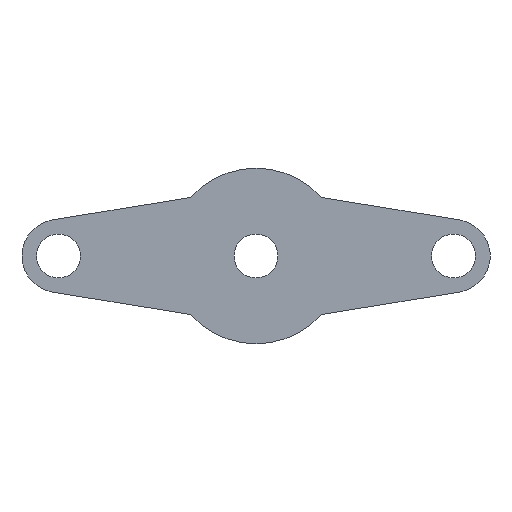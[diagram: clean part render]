
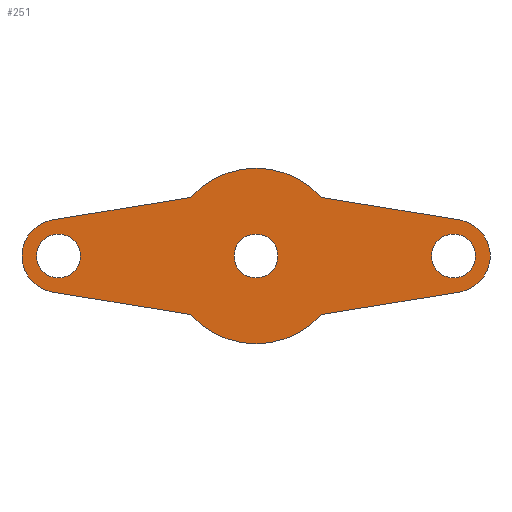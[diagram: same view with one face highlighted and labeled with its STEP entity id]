
A CAD part, front view. The second image highlights one B-rep face of the part: STEP entity #251.
In plain terms, the highlighted planar face has unit normal (0, -1, 0).
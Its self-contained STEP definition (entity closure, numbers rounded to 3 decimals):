
#18=FACE_BOUND('',#56,.T.);
#19=FACE_BOUND('',#57,.T.);
#20=FACE_BOUND('',#58,.T.);
#26=PLANE('',#292);
#39=FACE_OUTER_BOUND('',#55,.T.);
#55=EDGE_LOOP('',(#221,#222,#223,#224,#225,#226,#227,#228));
#56=EDGE_LOOP('',(#229));
#57=EDGE_LOOP('',(#230));
#58=EDGE_LOOP('',(#231));
#64=LINE('',#398,#83);
#68=LINE('',#410,#87);
#72=LINE('',#422,#91);
#76=LINE('',#433,#95);
#83=VECTOR('',#326,1000.);
#87=VECTOR('',#338,1000.);
#91=VECTOR('',#350,1000.);
#95=VECTOR('',#362,1000.);
#97=CIRCLE('',#267,1.5);
#99=CIRCLE('',#270,1.5);
#102=CIRCLE('',#274,1.5);
#104=CIRCLE('',#277,6.);
#105=CIRCLE('',#280,2.5);
#107=CIRCLE('',#284,6.);
#109=CIRCLE('',#288,2.5);
#111=VERTEX_POINT('',#370);
#113=VERTEX_POINT('',#376);
#116=VERTEX_POINT('',#384);
#119=VERTEX_POINT('',#391);
#120=VERTEX_POINT('',#393);
#121=VERTEX_POINT('',#397);
#123=VERTEX_POINT('',#403);
#125=VERTEX_POINT('',#409);
#127=VERTEX_POINT('',#415);
#129=VERTEX_POINT('',#421);
#131=VERTEX_POINT('',#427);
#133=EDGE_CURVE('',#111,#111,#97,.T.);
#136=EDGE_CURVE('',#113,#113,#99,.T.);
#141=EDGE_CURVE('',#116,#116,#102,.T.);
#144=EDGE_CURVE('',#119,#120,#104,.T.);
#146=EDGE_CURVE('',#121,#120,#64,.T.);
#149=EDGE_CURVE('',#121,#123,#105,.T.);
#152=EDGE_CURVE('',#123,#125,#68,.T.);
#155=EDGE_CURVE('',#125,#127,#107,.T.);
#158=EDGE_CURVE('',#129,#127,#72,.T.);
#161=EDGE_CURVE('',#129,#131,#109,.T.);
#164=EDGE_CURVE('',#131,#119,#76,.T.);
#221=ORIENTED_EDGE('',*,*,#146,.T.);
#222=ORIENTED_EDGE('',*,*,#144,.F.);
#223=ORIENTED_EDGE('',*,*,#164,.F.);
#224=ORIENTED_EDGE('',*,*,#161,.F.);
#225=ORIENTED_EDGE('',*,*,#158,.T.);
#226=ORIENTED_EDGE('',*,*,#155,.F.);
#227=ORIENTED_EDGE('',*,*,#152,.F.);
#228=ORIENTED_EDGE('',*,*,#149,.F.);
#229=ORIENTED_EDGE('',*,*,#141,.T.);
#230=ORIENTED_EDGE('',*,*,#133,.T.);
#231=ORIENTED_EDGE('',*,*,#136,.T.);
#251=ADVANCED_FACE('',(#39,#18,#19,#20),#26,.F.);
#267=AXIS2_PLACEMENT_3D('',#371,#297,#298);
#270=AXIS2_PLACEMENT_3D('',#377,#304,#305);
#274=AXIS2_PLACEMENT_3D('',#386,#314,#315);
#277=AXIS2_PLACEMENT_3D('',#394,#321,#322);
#280=AXIS2_PLACEMENT_3D('',#404,#331,#332);
#284=AXIS2_PLACEMENT_3D('',#416,#343,#344);
#288=AXIS2_PLACEMENT_3D('',#428,#355,#356);
#292=AXIS2_PLACEMENT_3D('',#436,#366,#367);
#297=DIRECTION('center_axis',(0.,1.,0.));
#298=DIRECTION('ref_axis',(0.,0.,1.));
#304=DIRECTION('center_axis',(0.,1.,0.));
#305=DIRECTION('ref_axis',(0.,0.,1.));
#314=DIRECTION('center_axis',(0.,1.,0.));
#315=DIRECTION('ref_axis',(0.,0.,1.));
#321=DIRECTION('center_axis',(0.,1.,0.));
#322=DIRECTION('ref_axis',(0.,0.,1.));
#326=DIRECTION('',(0.987,0.,-0.16));
#331=DIRECTION('center_axis',(0.,1.,0.));
#332=DIRECTION('ref_axis',(0.,0.,1.));
#338=DIRECTION('',(0.987,0.,0.16));
#343=DIRECTION('center_axis',(0.,1.,0.));
#344=DIRECTION('ref_axis',(0.,0.,1.));
#350=DIRECTION('',(-0.987,0.,0.16));
#355=DIRECTION('center_axis',(0.,1.,0.));
#356=DIRECTION('ref_axis',(0.,0.,1.));
#362=DIRECTION('',(-0.987,0.,-0.16));
#366=DIRECTION('center_axis',(0.,1.,0.));
#367=DIRECTION('ref_axis',(0.,0.,1.));
#370=CARTESIAN_POINT('',(-13.5,0.,-1.5));
#371=CARTESIAN_POINT('Origin',(-13.5,0.,0.));
#376=CARTESIAN_POINT('',(13.5,0.,-1.5));
#377=CARTESIAN_POINT('Origin',(13.5,0.,0.));
#384=CARTESIAN_POINT('',(0.,0.,1.5));
#386=CARTESIAN_POINT('Origin',(0.,0.,0.));
#391=CARTESIAN_POINT('',(4.472,0.,-4.));
#393=CARTESIAN_POINT('',(-4.472,0.,-4.));
#394=CARTESIAN_POINT('Origin',(0.,0.,0.));
#397=CARTESIAN_POINT('',(-13.901,0.,-2.468));
#398=CARTESIAN_POINT('',(-0.748,0.,-4.605));
#403=CARTESIAN_POINT('',(-13.901,0.,2.468));
#404=CARTESIAN_POINT('Origin',(-13.5,0.,0.));
#409=CARTESIAN_POINT('',(-4.472,0.,4.));
#410=CARTESIAN_POINT('',(-0.748,0.,4.605));
#415=CARTESIAN_POINT('',(4.472,0.,4.));
#416=CARTESIAN_POINT('Origin',(0.,0.,0.));
#421=CARTESIAN_POINT('',(13.901,0.,2.468));
#422=CARTESIAN_POINT('',(0.748,0.,4.605));
#427=CARTESIAN_POINT('',(13.901,0.,-2.468));
#428=CARTESIAN_POINT('Origin',(13.5,0.,0.));
#433=CARTESIAN_POINT('',(0.748,0.,-4.605));
#436=CARTESIAN_POINT('Origin',(0.,0.,0.));
